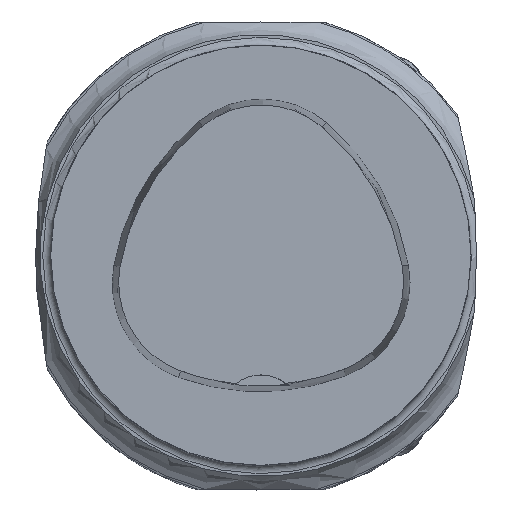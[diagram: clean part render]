
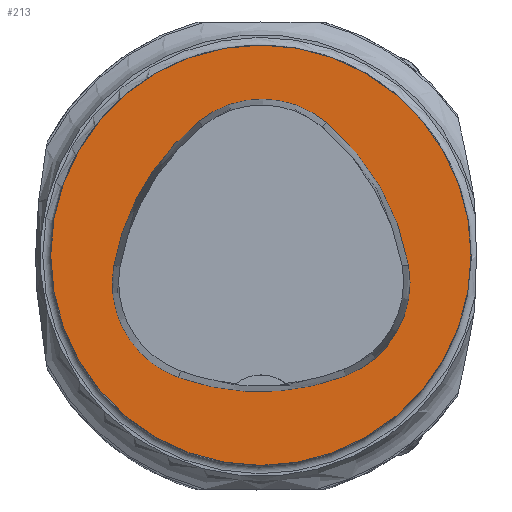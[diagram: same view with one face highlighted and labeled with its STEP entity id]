
A CAD part, top view. The second image highlights one B-rep face of the part: STEP entity #213.
In plain terms, the highlighted planar face has unit normal (0, 0, 1).
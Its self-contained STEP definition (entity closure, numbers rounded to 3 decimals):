
#213=ADVANCED_FACE('',(#434,#435),#288,.T.);
#288=PLANE('',#1373);
#434=FACE_BOUND('',#496,.T.);
#435=FACE_BOUND('',#497,.T.);
#496=EDGE_LOOP('',(#655,#656,#657,#658,#659,#660));
#497=EDGE_LOOP('',(#661));
#655=ORIENTED_EDGE('',*,*,#1086,.T.);
#656=ORIENTED_EDGE('',*,*,#1084,.T.);
#657=ORIENTED_EDGE('',*,*,#1082,.T.);
#658=ORIENTED_EDGE('',*,*,#1080,.T.);
#659=ORIENTED_EDGE('',*,*,#1078,.T.);
#660=ORIENTED_EDGE('',*,*,#1076,.T.);
#661=ORIENTED_EDGE('',*,*,#1099,.F.);
#953=VERTEX_POINT('',#1933);
#954=VERTEX_POINT('',#1935);
#955=VERTEX_POINT('',#1939);
#956=VERTEX_POINT('',#1943);
#957=VERTEX_POINT('',#1947);
#958=VERTEX_POINT('',#1951);
#967=VERTEX_POINT('',#1983);
#1076=EDGE_CURVE('',#954,#953,#1244,.T.);
#1078=EDGE_CURVE('',#955,#954,#1245,.T.);
#1080=EDGE_CURVE('',#956,#955,#1246,.T.);
#1082=EDGE_CURVE('',#957,#956,#1247,.T.);
#1084=EDGE_CURVE('',#958,#957,#1248,.T.);
#1086=EDGE_CURVE('',#953,#958,#1249,.T.);
#1099=EDGE_CURVE('',#967,#967,#1250,.T.);
#1244=CIRCLE('',#1350,36.);
#1245=CIRCLE('',#1352,15.);
#1246=CIRCLE('',#1354,36.);
#1247=CIRCLE('',#1356,15.);
#1248=CIRCLE('',#1358,36.);
#1249=CIRCLE('',#1360,15.);
#1250=CIRCLE('',#1372,31.5);
#1350=AXIS2_PLACEMENT_3D('',#1934,#1543,#1544);
#1352=AXIS2_PLACEMENT_3D('',#1938,#1548,#1549);
#1354=AXIS2_PLACEMENT_3D('',#1942,#1553,#1554);
#1356=AXIS2_PLACEMENT_3D('',#1946,#1558,#1559);
#1358=AXIS2_PLACEMENT_3D('',#1950,#1563,#1564);
#1360=AXIS2_PLACEMENT_3D('',#1954,#1568,#1569);
#1372=AXIS2_PLACEMENT_3D('',#1982,#1600,#1601);
#1373=AXIS2_PLACEMENT_3D('',#1984,#1602,#1603);
#1543=DIRECTION('',(0.,0.,-1.));
#1544=DIRECTION('',(-1.,0.,0.));
#1548=DIRECTION('',(0.,0.,-1.));
#1549=DIRECTION('',(-1.,0.,0.));
#1553=DIRECTION('',(0.,0.,-1.));
#1554=DIRECTION('',(-1.,0.,0.));
#1558=DIRECTION('',(0.,0.,-1.));
#1559=DIRECTION('',(-1.,0.,0.));
#1563=DIRECTION('',(0.,0.,-1.));
#1564=DIRECTION('',(-1.,0.,0.));
#1568=DIRECTION('',(0.,0.,-1.));
#1569=DIRECTION('',(-1.,0.,0.));
#1600=DIRECTION('',(0.,0.,-1.));
#1601=DIRECTION('',(-1.,0.,0.));
#1602=DIRECTION('',(0.,0.,1.));
#1603=DIRECTION('',(1.,0.,0.));
#1933=CARTESIAN_POINT('',(-12.373,-18.307,0.));
#1934=CARTESIAN_POINT('',(-0.137,15.55,0.));
#1935=CARTESIAN_POINT('',(12.693,-18.087,0.));
#1938=CARTESIAN_POINT('',(7.347,-4.071,0.));
#1939=CARTESIAN_POINT('',(22.122,-1.48,0.));
#1942=CARTESIAN_POINT('',(-13.337,-7.7,0.));
#1943=CARTESIAN_POINT('',(9.779,19.898,0.));
#1946=CARTESIAN_POINT('',(0.148,8.399,0.));
#1947=CARTESIAN_POINT('',(-9.317,20.036,0.));
#1950=CARTESIAN_POINT('',(13.398,-7.893,0.));
#1951=CARTESIAN_POINT('',(-22.041,-1.562,0.));
#1954=CARTESIAN_POINT('',(-7.275,-4.2,0.));
#1982=CARTESIAN_POINT('',(0.,0.,0.));
#1983=CARTESIAN_POINT('',(-31.5,0.,0.));
#1984=CARTESIAN_POINT('',(0.,0.,0.));
